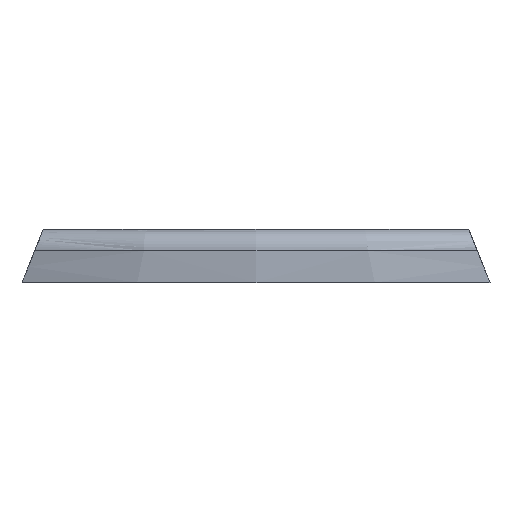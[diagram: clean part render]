
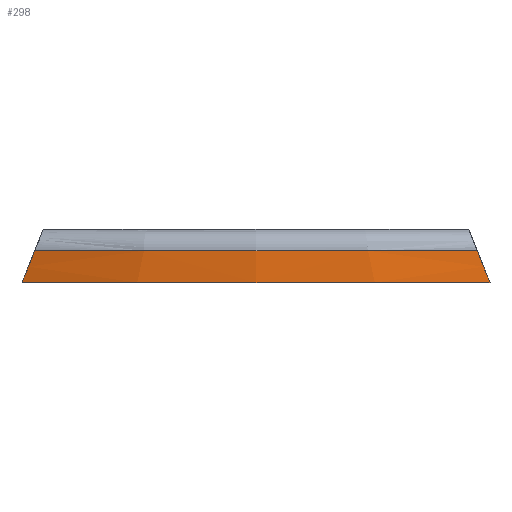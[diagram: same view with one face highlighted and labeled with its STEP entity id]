
A CAD part, front view. The second image highlights one B-rep face of the part: STEP entity #298.
In plain terms, the highlighted cylindrical face has radius 32.5 mm (diameter 65 mm), a partial arc.
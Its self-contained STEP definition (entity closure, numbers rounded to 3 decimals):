
#15=CYLINDRICAL_SURFACE('',#340,32.5);
#17=ELLIPSE('',#335,87.509,32.5);
#20=ELLIPSE('',#339,87.509,32.5);
#37=CIRCLE('',#331,32.5);
#39=CIRCLE('',#341,32.5);
#58=FACE_OUTER_BOUND('',#77,.T.);
#77=EDGE_LOOP('',(#259,#260,#261,#262));
#144=VERTEX_POINT('',#489);
#147=VERTEX_POINT('',#503);
#150=VERTEX_POINT('',#522);
#153=VERTEX_POINT('',#530);
#181=EDGE_CURVE('',#147,#144,#37,.T.);
#185=EDGE_CURVE('',#150,#144,#17,.T.);
#190=EDGE_CURVE('',#147,#153,#20,.T.);
#191=EDGE_CURVE('',#153,#150,#39,.T.);
#259=ORIENTED_EDGE('',*,*,#181,.F.);
#260=ORIENTED_EDGE('',*,*,#190,.T.);
#261=ORIENTED_EDGE('',*,*,#191,.T.);
#262=ORIENTED_EDGE('',*,*,#185,.T.);
#298=ADVANCED_FACE('',(#58),#15,.T.);
#331=AXIS2_PLACEMENT_3D('',#514,#398,#399);
#335=AXIS2_PLACEMENT_3D('',#523,#408,#409);
#339=AXIS2_PLACEMENT_3D('',#532,#418,#419);
#340=AXIS2_PLACEMENT_3D('',#533,#420,#421);
#341=AXIS2_PLACEMENT_3D('',#534,#422,#423);
#398=DIRECTION('center_axis',(0.,0.,1.));
#399=DIRECTION('ref_axis',(0.,-1.,0.));
#408=DIRECTION('center_axis',(-0.928,0.,-0.371));
#409=DIRECTION('ref_axis',(0.371,0.,-0.928));
#418=DIRECTION('center_axis',(0.928,0.,-0.371));
#419=DIRECTION('ref_axis',(0.371,0.,0.928));
#420=DIRECTION('center_axis',(0.,0.,1.));
#421=DIRECTION('ref_axis',(1.,0.,0.));
#422=DIRECTION('center_axis',(0.,0.,1.));
#423=DIRECTION('ref_axis',(1.,0.,0.));
#489=CARTESIAN_POINT('',(10.4,-30.791,1.5));
#503=CARTESIAN_POINT('',(-10.4,-30.791,1.5));
#514=CARTESIAN_POINT('Origin',(0.,0.,1.5));
#522=CARTESIAN_POINT('',(11.,-30.582,0.));
#523=CARTESIAN_POINT('Origin',(0.,0.,27.5));
#530=CARTESIAN_POINT('',(-11.,-30.582,0.));
#532=CARTESIAN_POINT('Origin',(0.,0.,27.5));
#533=CARTESIAN_POINT('Origin',(0.,0.,0.));
#534=CARTESIAN_POINT('Origin',(0.,0.,0.));
